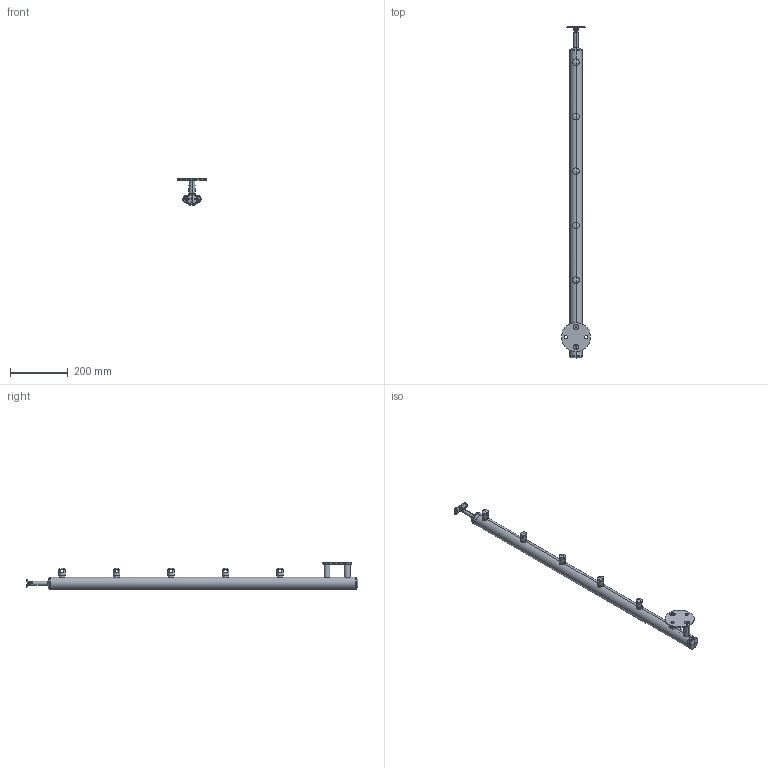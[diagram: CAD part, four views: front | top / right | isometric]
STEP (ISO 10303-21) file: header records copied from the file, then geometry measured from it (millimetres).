
FILE_DESCRIPTION (( 'STEP AP203' ), '1' );
FILE_NAME ('A-BR100-5D12.STEP', '2019-07-16T07:44:35', ( '' ), ( '' ), 'SwSTEP 2.0', 'SolidWorks 2019', '' );
FILE_SCHEMA (( 'CONFIG_CONTROL_DESIGN' ));
Length unit declared in the file: millimetre
Products named in the file (20): screw_din_7991-m8x70_Vìchoz¡; A-0718-242_UP1 E1_Vìchoz¡; A-5729-242_Vìchoz¡; A_0830_042_Vìchoz¡; A_0830_042 P2_Vìchoz¡; Distanc_Vìchoz¡; M6x10_Vìchoz¡; Platnicka_R_Vìchoz¡; A_0718_242_UP E1_Vìchoz¡; A6_021_6_A_Vìchoz¡; A-BR100-5D12; Piruba_Vìchoz¡; A_BR100_5xM5_TUBE_Vìchoz¡; A_0830_042 P1_Vìchoz¡; screw_iso_4029-m5x6-45h_Vìchoz¡; A-0718-242_UP2 E1_Vìchoz¡
Assembly tree (38 placements, depth 3):
  A-BR100-5D12
    A_0718_242_UP E1_Vìchoz¡
      M6x10_Vìchoz¡
      A-0718-242_UP1 E1_Vìchoz¡
      A-0718-242_UP2 E1_Vìchoz¡
    A_0830_042_Vìchoz¡
      A_0830_042 P1_Vìchoz¡
      A_0830_042 P2_Vìchoz¡
      screw_iso_4029-m5x6-45h_Vìchoz¡  x2
    A_0830_042_Vìchoz¡
      A_0830_042 P1_Vìchoz¡
      A_0830_042 P2_Vìchoz¡
      screw_iso_4029-m5x6-45h_Vìchoz¡  x2
    A_0830_042_Vìchoz¡
      A_0830_042 P1_Vìchoz¡
      A_0830_042 P2_Vìchoz¡
      screw_iso_4029-m5x6-45h_Vìchoz¡  x2
    A_0830_042_Vìchoz¡
      A_0830_042 P1_Vìchoz¡
      A_0830_042 P2_Vìchoz¡
      screw_iso_4029-m5x6-45h_Vìchoz¡  x2
    A_0830_042_Vìchoz¡
      A_0830_042 P1_Vìchoz¡
      A_0830_042 P2_Vìchoz¡
      screw_iso_4029-m5x6-45h_Vìchoz¡  x2
    A6_021_6_A_Vìchoz¡
      Piruba_Vìchoz¡
      Distanc_Vìchoz¡  x2
      screw_din_7991-m8x70_Vìchoz¡  x2
      Platnicka_R_Vìchoz¡
    A_BR100_5xM5_TUBE_Vìchoz¡
    A-5729-242_Vìchoz¡
Bounding box: 100 x 1145.58 x 92.9 mm (x, y, z)
Volume: 397929.4 mm3; surface area: 352719.7 mm2
Topology: 31 solids, 31 shells, 1008 faces, 2668 edges, 1661 vertices
Faces by surface type: plane 393, cylinder 380, cone 142, bspline 42, torus 33, sphere 18
Entity records: 29358 total; most frequent: CARTESIAN_POINT 10191, ORIENTED_EDGE 3764, DIRECTION 3109, EDGE_CURVE 1882, AXIS2_PLACEMENT_3D 1237, VERTEX_POINT 1214, EDGE_LOOP 734, B_SPLINE_CURVE_WITH_KNOTS 692
